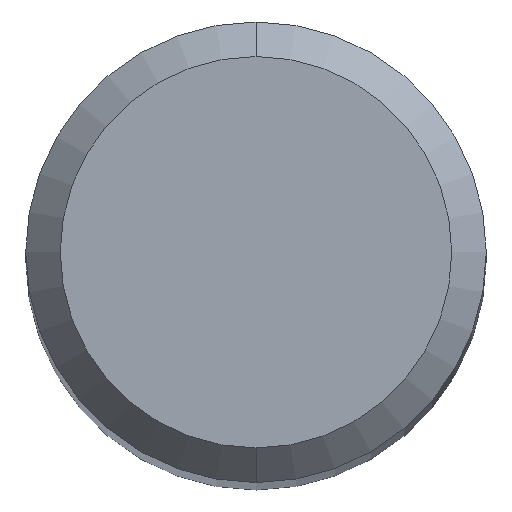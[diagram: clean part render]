
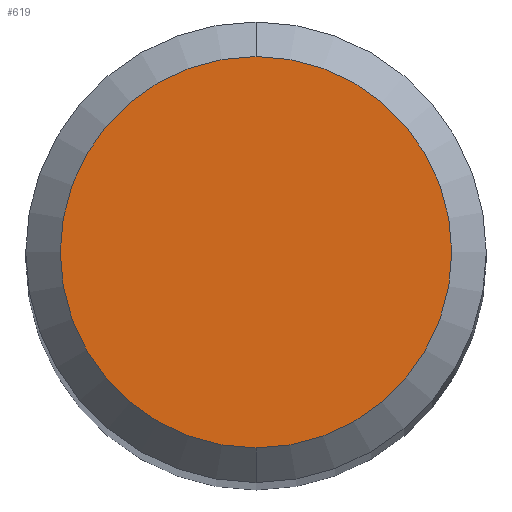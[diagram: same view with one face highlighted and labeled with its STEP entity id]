
A CAD part, top view. The second image highlights one B-rep face of the part: STEP entity #619.
In plain terms, the highlighted planar face has unit normal (0, 0, 1).
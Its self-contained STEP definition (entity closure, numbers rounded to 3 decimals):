
#619=ADVANCED_FACE('',(#1293),#1294,.T.);
#643=VERTEX_POINT('',#1321);
#777=EDGE_CURVE('',#643,#837,#1464,.T.);
#817=EDGE_CURVE('',#837,#643,#1505,.T.);
#837=VERTEX_POINT('',#1527);
#1293=FACE_OUTER_BOUND('',#2509,.T.);
#1294=PLANE('',#2510);
#1321=CARTESIAN_POINT('',(0.0,1.7,0.0));
#1464=CIRCLE('',#2964,1.7);
#1505=CIRCLE('',#3087,1.7);
#1527=CARTESIAN_POINT('',(0.,-1.7,0.0));
#2509=EDGE_LOOP('',(#3960,#3961));
#2510=AXIS2_PLACEMENT_3D('',#3962,#3963,#3964);
#2964=AXIS2_PLACEMENT_3D('',#4135,#4136,#4137);
#3087=AXIS2_PLACEMENT_3D('',#4159,#4160,#4161);
#3960=ORIENTED_EDGE('',*,*,#777,.F.);
#3961=ORIENTED_EDGE('',*,*,#817,.F.);
#3962=CARTESIAN_POINT('',(0.0,0.85,0.0));
#3963=DIRECTION('',(-0.0,0.0,1.0));
#3964=DIRECTION('',(0.0,-1.0,0.0));
#4135=CARTESIAN_POINT('',(0.0,0.0,0.0));
#4136=DIRECTION('',(0.0,0.0,-1.0));
#4137=DIRECTION('',(0.0,1.0,0.0));
#4159=CARTESIAN_POINT('',(0.0,0.0,0.0));
#4160=DIRECTION('',(0.0,0.0,-1.0));
#4161=DIRECTION('',(0.0,1.0,0.0));
